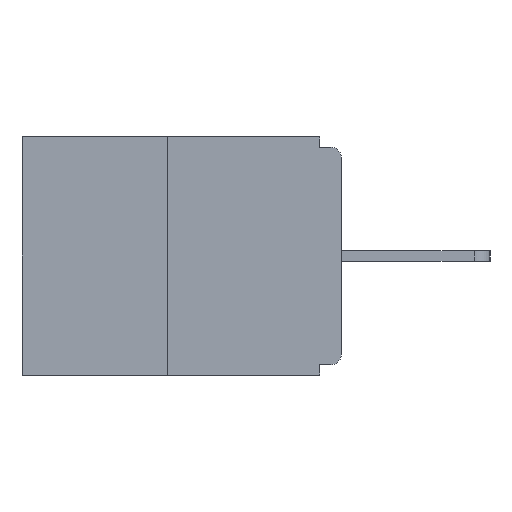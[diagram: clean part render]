
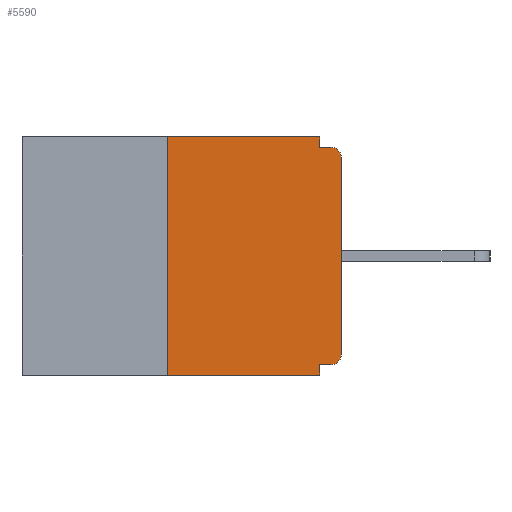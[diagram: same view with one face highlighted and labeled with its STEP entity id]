
A CAD part, left-side view. The second image highlights one B-rep face of the part: STEP entity #5590.
In plain terms, the highlighted planar face has unit normal (-1, 0, 0).
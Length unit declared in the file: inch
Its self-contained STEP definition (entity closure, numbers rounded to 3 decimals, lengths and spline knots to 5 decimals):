
#39 = DIRECTION ( 'NONE',  ( 0., -1., 0. ) ) ;
#224 = EDGE_CURVE ( 'NONE', #8791, #568, #4184, .T. ) ;
#324 = LINE ( 'NONE', #1948, #4726 ) ;
#394 = DIRECTION ( 'NONE',  ( 0., 0., -1. ) ) ;
#427 = CARTESIAN_POINT ( 'NONE',  ( 0., 0., -0.03 ) ) ;
#510 = CARTESIAN_POINT ( 'NONE',  ( 0., 0.031, -0.328 ) ) ;
#567 = DIRECTION ( 'NONE',  ( 0., -1., 0. ) ) ;
#568 = VERTEX_POINT ( 'NONE', #427 ) ;
#807 = VERTEX_POINT ( 'NONE', #6651 ) ;
#864 = LINE ( 'NONE', #8901, #6062 ) ;
#1091 = CARTESIAN_POINT ( 'NONE',  ( 0., 0.031, 0. ) ) ;
#1161 = DIRECTION ( 'NONE',  ( -1., 0., 0. ) ) ;
#1189 = CARTESIAN_POINT ( 'NONE',  ( 0., 0.25, 0. ) ) ;
#1496 = ORIENTED_EDGE ( 'NONE', *, *, #15464, .T. ) ;
#1718 = VECTOR ( 'NONE', #7534, 39.37008 ) ;
#1948 = CARTESIAN_POINT ( 'NONE',  ( 0., 0.031, -0.343 ) ) ;
#1995 = CARTESIAN_POINT ( 'NONE',  ( 0., 0.25, 0. ) ) ;
#2546 = VECTOR ( 'NONE', #39, 39.37008 ) ;
#2578 = DIRECTION ( 'NONE',  ( 0., -1., 0. ) ) ;
#2626 = DIRECTION ( 'NONE',  ( 0., 0., 1. ) ) ;
#2733 = DIRECTION ( 'NONE',  ( 1., 0., 0. ) ) ;
#2833 = LINE ( 'NONE', #15682, #12398 ) ;
#2896 = CARTESIAN_POINT ( 'NONE',  ( 0., 0.031, -0.015 ) ) ;
#3134 = CARTESIAN_POINT ( 'NONE',  ( 0., 0.015, -0.03 ) ) ;
#3363 = ORIENTED_EDGE ( 'NONE', *, *, #4340, .F. ) ;
#3649 = ORIENTED_EDGE ( 'NONE', *, *, #4781, .T. ) ;
#3931 = ORIENTED_EDGE ( 'NONE', *, *, #14559, .F. ) ;
#4014 = CARTESIAN_POINT ( 'NONE',  ( 0., 0., 0. ) ) ;
#4184 = LINE ( 'NONE', #4014, #15823 ) ;
#4206 = CIRCLE ( 'NONE', #14644, 0.015 ) ;
#4340 = EDGE_CURVE ( 'NONE', #16186, #15147, #9773, .T. ) ;
#4497 = VECTOR ( 'NONE', #394, 39.37008 ) ;
#4616 = CARTESIAN_POINT ( 'NONE',  ( 0., 0.25, -0.343 ) ) ;
#4726 = VECTOR ( 'NONE', #15057, 39.37008 ) ;
#4771 = LINE ( 'NONE', #1995, #1718 ) ;
#4781 = EDGE_CURVE ( 'NONE', #568, #807, #4206, .T. ) ;
#5419 = VERTEX_POINT ( 'NONE', #6117 ) ;
#5565 = DIRECTION ( 'NONE',  ( 0., 0., -1. ) ) ;
#5586 = AXIS2_PLACEMENT_3D ( 'NONE', #14346, #1161, #17004 ) ;
#5590 = ADVANCED_FACE ( 'NONE', ( #14538 ), #8100, .F. ) ;
#5624 = ORIENTED_EDGE ( 'NONE', *, *, #15451, .T. ) ;
#5665 = ORIENTED_EDGE ( 'NONE', *, *, #15758, .F. ) ;
#5699 = EDGE_CURVE ( 'NONE', #15147, #807, #10976, .T. ) ;
#5749 = VECTOR ( 'NONE', #567, 39.37008 ) ;
#6062 = VECTOR ( 'NONE', #16642, 39.37008 ) ;
#6117 = CARTESIAN_POINT ( 'NONE',  ( 0., 0.015, -0.328 ) ) ;
#6651 = CARTESIAN_POINT ( 'NONE',  ( 0., 0.015, -0.015 ) ) ;
#6701 = CIRCLE ( 'NONE', #5586, 0.015 ) ;
#7534 = DIRECTION ( 'NONE',  ( 0., 0., 1. ) ) ;
#7566 = CARTESIAN_POINT ( 'NONE',  ( 0., 0., -0.313 ) ) ;
#7682 = ORIENTED_EDGE ( 'NONE', *, *, #9159, .F. ) ;
#8008 = DIRECTION ( 'NONE',  ( 0., 0., -1. ) ) ;
#8100 = PLANE ( 'NONE',  #8388 ) ;
#8244 = ORIENTED_EDGE ( 'NONE', *, *, #14714, .F. ) ;
#8343 = VERTEX_POINT ( 'NONE', #1189 ) ;
#8388 = AXIS2_PLACEMENT_3D ( 'NONE', #17035, #2733, #8008 ) ;
#8791 = VERTEX_POINT ( 'NONE', #7566 ) ;
#8901 = CARTESIAN_POINT ( 'NONE',  ( 0., 0., -0.328 ) ) ;
#9159 = EDGE_CURVE ( 'NONE', #5419, #13122, #864, .T. ) ;
#9594 = ORIENTED_EDGE ( 'NONE', *, *, #5699, .F. ) ;
#9773 = LINE ( 'NONE', #13655, #4497 ) ;
#10518 = ORIENTED_EDGE ( 'NONE', *, *, #224, .T. ) ;
#10553 = CARTESIAN_POINT ( 'NONE',  ( 0., 0.031, -0.343 ) ) ;
#10976 = LINE ( 'NONE', #14790, #5749 ) ;
#11825 = CARTESIAN_POINT ( 'NONE',  ( 0., 0.46, -0.343 ) ) ;
#11990 = LINE ( 'NONE', #11825, #2546 ) ;
#12082 = EDGE_LOOP ( 'NONE', ( #3931, #5665, #1496, #8244, #7682, #5624, #10518, #3649, #9594, #3363 ) ) ;
#12398 = VECTOR ( 'NONE', #2578, 39.37008 ) ;
#13122 = VERTEX_POINT ( 'NONE', #510 ) ;
#13655 = CARTESIAN_POINT ( 'NONE',  ( 0., 0.031, 0. ) ) ;
#14346 = CARTESIAN_POINT ( 'NONE',  ( 0., 0.015, -0.313 ) ) ;
#14538 = FACE_OUTER_BOUND ( 'NONE', #12082, .T. ) ;
#14559 = EDGE_CURVE ( 'NONE', #8343, #16186, #2833, .T. ) ;
#14644 = AXIS2_PLACEMENT_3D ( 'NONE', #3134, #16233, #5565 ) ;
#14714 = EDGE_CURVE ( 'NONE', #13122, #15049, #324, .T. ) ;
#14790 = CARTESIAN_POINT ( 'NONE',  ( 0., 0., -0.015 ) ) ;
#15049 = VERTEX_POINT ( 'NONE', #10553 ) ;
#15057 = DIRECTION ( 'NONE',  ( 0., 0., -1. ) ) ;
#15131 = VERTEX_POINT ( 'NONE', #4616 ) ;
#15147 = VERTEX_POINT ( 'NONE', #2896 ) ;
#15451 = EDGE_CURVE ( 'NONE', #5419, #8791, #6701, .T. ) ;
#15464 = EDGE_CURVE ( 'NONE', #15131, #15049, #11990, .T. ) ;
#15682 = CARTESIAN_POINT ( 'NONE',  ( 0., 0.46, 0. ) ) ;
#15758 = EDGE_CURVE ( 'NONE', #15131, #8343, #4771, .T. ) ;
#15823 = VECTOR ( 'NONE', #2626, 39.37008 ) ;
#16186 = VERTEX_POINT ( 'NONE', #1091 ) ;
#16233 = DIRECTION ( 'NONE',  ( -1., 0., 0. ) ) ;
#16642 = DIRECTION ( 'NONE',  ( 0., 1., 0. ) ) ;
#17004 = DIRECTION ( 'NONE',  ( 0., 0., -1. ) ) ;
#17035 = CARTESIAN_POINT ( 'NONE',  ( 0., 0.46, 0. ) ) ;
